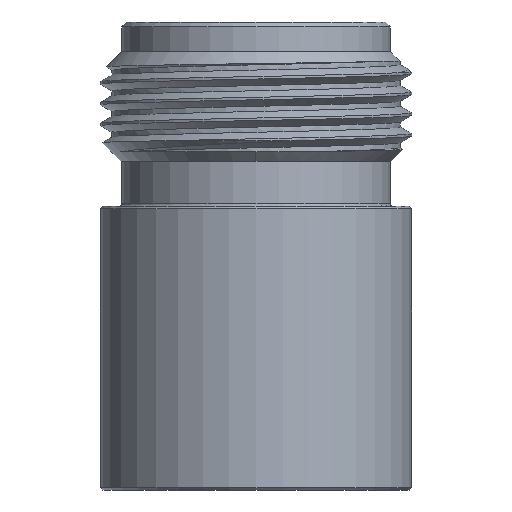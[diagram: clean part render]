
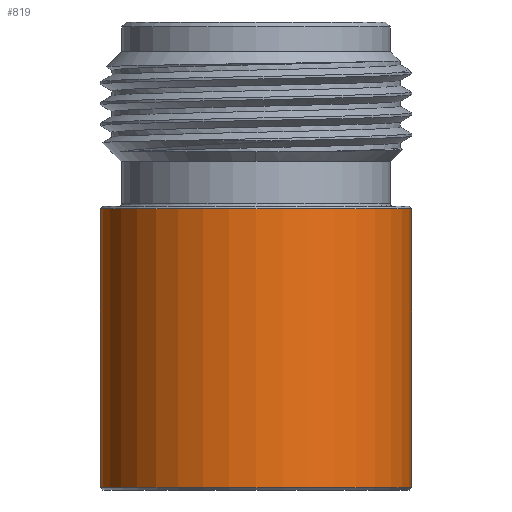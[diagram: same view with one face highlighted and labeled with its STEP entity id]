
A CAD part, front view. The second image highlights one B-rep face of the part: STEP entity #819.
In plain terms, the highlighted cylindrical face has radius 7.938 mm (diameter 15.875 mm), a partial arc.
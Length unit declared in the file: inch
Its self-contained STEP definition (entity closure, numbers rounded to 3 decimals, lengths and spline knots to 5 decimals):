
#75 = DIRECTION ( 'NONE',  ( 0., 0., 1. ) ) ;
#86 = AXIS2_PLACEMENT_3D ( 'NONE', #3455, #2047, #1819 ) ;
#188 = CIRCLE ( 'NONE', #86, 0.3125 ) ;
#237 = EDGE_CURVE ( 'NONE', #619, #3118, #1692, .T. ) ;
#310 = DIRECTION ( 'NONE',  ( 1., 0., 0. ) ) ;
#363 = VERTEX_POINT ( 'NONE', #2384 ) ;
#609 = CARTESIAN_POINT ( 'NONE',  ( 0., 0., -0.82 ) ) ;
#619 = VERTEX_POINT ( 'NONE', #770 ) ;
#770 = CARTESIAN_POINT ( 'NONE',  ( -0.3125, 0., -0.935 ) ) ;
#819 = ADVANCED_FACE ( 'NONE', ( #855 ), #2468, .T. ) ;
#855 = FACE_OUTER_BOUND ( 'NONE', #3352, .T. ) ;
#1012 = CARTESIAN_POINT ( 'NONE',  ( 0.3125, 0., -0.935 ) ) ;
#1568 = VERTEX_POINT ( 'NONE', #2146 ) ;
#1692 = CIRCLE ( 'NONE', #2024, 0.3125 ) ;
#1819 = DIRECTION ( 'NONE',  ( 1., 0., 0. ) ) ;
#1863 = EDGE_CURVE ( 'NONE', #619, #363, #3322, .T. ) ;
#1933 = CARTESIAN_POINT ( 'NONE',  ( 0.3125, 0., -0.82 ) ) ;
#1939 = VECTOR ( 'NONE', #3670, 39.37008 ) ;
#2024 = AXIS2_PLACEMENT_3D ( 'NONE', #3202, #2341, #2653 ) ;
#2047 = DIRECTION ( 'NONE',  ( 0., 0., -1. ) ) ;
#2083 = EDGE_CURVE ( 'NONE', #3118, #1568, #2731, .T. ) ;
#2136 = ORIENTED_EDGE ( 'NONE', *, *, #3659, .T. ) ;
#2146 = CARTESIAN_POINT ( 'NONE',  ( 0.3125, 0., -0.375 ) ) ;
#2263 = VECTOR ( 'NONE', #3001, 39.37008 ) ;
#2297 = AXIS2_PLACEMENT_3D ( 'NONE', #609, #75, #310 ) ;
#2300 = ORIENTED_EDGE ( 'NONE', *, *, #2083, .T. ) ;
#2341 = DIRECTION ( 'NONE',  ( 0., 0., 1. ) ) ;
#2384 = CARTESIAN_POINT ( 'NONE',  ( -0.3125, 0., -0.375 ) ) ;
#2468 = CYLINDRICAL_SURFACE ( 'NONE', #2297, 0.3125 ) ;
#2653 = DIRECTION ( 'NONE',  ( 1., 0., 0. ) ) ;
#2655 = ORIENTED_EDGE ( 'NONE', *, *, #1863, .F. ) ;
#2731 = LINE ( 'NONE', #1933, #1939 ) ;
#3001 = DIRECTION ( 'NONE',  ( 0., 0., 1. ) ) ;
#3118 = VERTEX_POINT ( 'NONE', #1012 ) ;
#3202 = CARTESIAN_POINT ( 'NONE',  ( 0., 0., -0.935 ) ) ;
#3273 = CARTESIAN_POINT ( 'NONE',  ( -0.3125, 0., -0.82 ) ) ;
#3322 = LINE ( 'NONE', #3273, #2263 ) ;
#3352 = EDGE_LOOP ( 'NONE', ( #2655, #3379, #2300, #2136 ) ) ;
#3379 = ORIENTED_EDGE ( 'NONE', *, *, #237, .T. ) ;
#3455 = CARTESIAN_POINT ( 'NONE',  ( 0., 0., -0.375 ) ) ;
#3659 = EDGE_CURVE ( 'NONE', #1568, #363, #188, .T. ) ;
#3670 = DIRECTION ( 'NONE',  ( 0., 0., 1. ) ) ;
